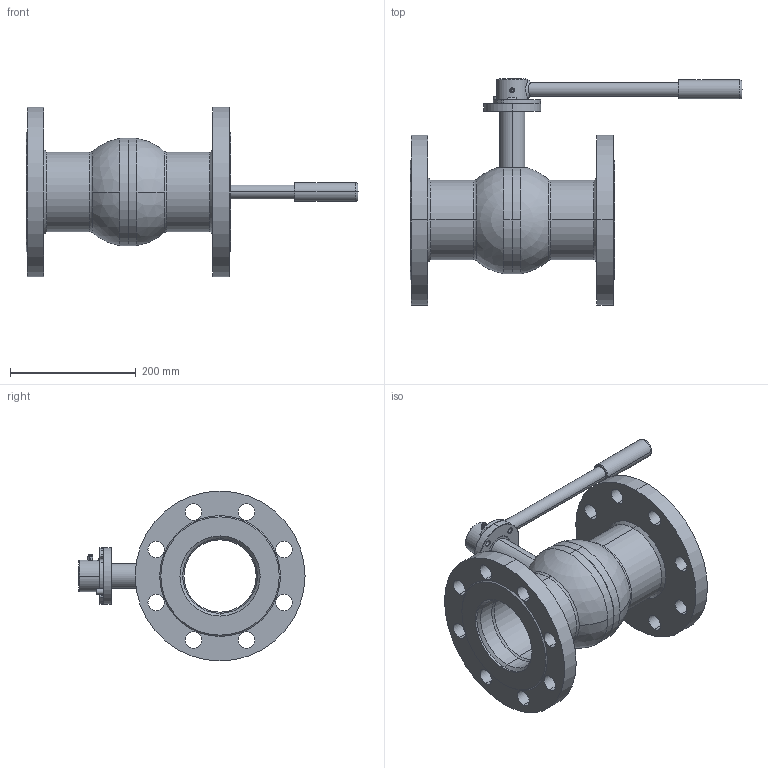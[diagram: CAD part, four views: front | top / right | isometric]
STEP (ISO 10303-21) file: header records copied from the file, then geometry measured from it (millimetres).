
FILE_DESCRIPTION (( 'STEP AP214' ), '1' );
FILE_NAME ('8500425125 010.step', '2025-05-29T08:14:12', ( '' ), ( '' ), 'SwSTEP 2.0', 'SolidWorks 2023', '' );
FILE_SCHEMA (( 'AUTOMOTIVE_DESIGN' ));
Length unit declared in the file: millimetre
Products named in the file (1): 8500425125 010
Bounding box: 527.6 x 359.15 x 270 mm (x, y, z)
Surface area: 550741.5 mm2 (no closed solid volume)
Topology: 0 solids, 43 shells, 251 faces, 1153 edges, 926 vertices
Faces by surface type: cylinder 134, cone 51, plane 38, torus 16, sphere 6, bspline 6
Entity records: 15100 total; most frequent: CARTESIAN_POINT 6391, DIRECTION 1727, ORIENTED_EDGE 1625, EDGE_CURVE 1153, VERTEX_POINT 926, AXIS2_PLACEMENT_3D 684, CIRCLE 438, VECTOR 359
